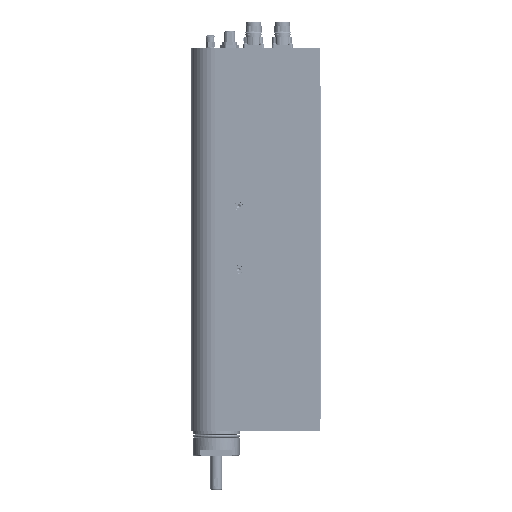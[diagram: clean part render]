
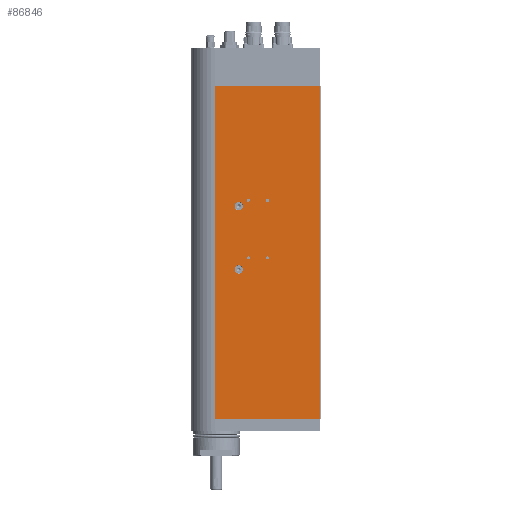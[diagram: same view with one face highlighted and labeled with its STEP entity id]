
A CAD part, front view. The second image highlights one B-rep face of the part: STEP entity #86846.
In plain terms, the highlighted planar face has unit normal (0, -1, 0).
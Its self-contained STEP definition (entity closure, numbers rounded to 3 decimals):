
#3666 = VECTOR ( 'NONE', #33815, 1000. ) ;
#4901 = CARTESIAN_POINT ( 'NONE',  ( 67., -25., 347. ) ) ;
#7259 = ORIENTED_EDGE ( 'NONE', *, *, #97597, .F. ) ;
#11571 = CARTESIAN_POINT ( 'NONE',  ( -42.5, -25., 0. ) ) ;
#14131 = CARTESIAN_POINT ( 'NONE',  ( -67.5, -25., 0. ) ) ;
#14717 = DIRECTION ( 'NONE',  ( 1., 0., 0. ) ) ;
#14984 = DIRECTION ( 'NONE',  ( 0., 1., 0. ) ) ;
#15423 = LINE ( 'NONE', #34116, #77058 ) ;
#16804 = AXIS2_PLACEMENT_3D ( 'NONE', #52146, #109947, #17778 ) ;
#17605 = VERTEX_POINT ( 'NONE', #11571 ) ;
#17778 = DIRECTION ( 'NONE',  ( 0., 0., -1. ) ) ;
#18111 = EDGE_CURVE ( 'NONE', #27080, #27080, #37937, .T. ) ;
#19215 = CARTESIAN_POINT ( 'NONE',  ( 12., -25., 168. ) ) ;
#19754 = EDGE_CURVE ( 'NONE', #90079, #23299, #79615, .T. ) ;
#20145 = EDGE_CURVE ( 'NONE', #81917, #81917, #47703, .T. ) ;
#23299 = VERTEX_POINT ( 'NONE', #4901 ) ;
#23385 = ORIENTED_EDGE ( 'NONE', *, *, #18111, .F. ) ;
#23641 = EDGE_CURVE ( 'NONE', #60248, #17605, #15423, .T. ) ;
#23991 = ORIENTED_EDGE ( 'NONE', *, *, #112091, .F. ) ;
#24052 = FACE_OUTER_BOUND ( 'NONE', #48834, .T. ) ;
#27080 = VERTEX_POINT ( 'NONE', #64436 ) ;
#27689 = EDGE_LOOP ( 'NONE', ( #23385 ) ) ;
#31178 = CARTESIAN_POINT ( 'NONE',  ( -8., -25., 166.35 ) ) ;
#32239 = ORIENTED_EDGE ( 'NONE', *, *, #23641, .T. ) ;
#32274 = ORIENTED_EDGE ( 'NONE', *, *, #19754, .T. ) ;
#32883 = ORIENTED_EDGE ( 'NONE', *, *, #59715, .T. ) ;
#33815 = DIRECTION ( 'NONE',  ( 0., 0., 1. ) ) ;
#34116 = CARTESIAN_POINT ( 'NONE',  ( -42.5, -25., 347. ) ) ;
#34329 = AXIS2_PLACEMENT_3D ( 'NONE', #114158, #78572, #40034 ) ;
#36772 = VERTEX_POINT ( 'NONE', #112089 ) ;
#37937 = CIRCLE ( 'NONE', #16804, 1.65 ) ;
#38346 = CIRCLE ( 'NONE', #107762, 1.65 ) ;
#39449 = AXIS2_PLACEMENT_3D ( 'NONE', #90285, #14984, #107175 ) ;
#40034 = DIRECTION ( 'NONE',  ( 0., 0., -1. ) ) ;
#41950 = VERTEX_POINT ( 'NONE', #31178 ) ;
#44171 = EDGE_CURVE ( 'NONE', #50248, #50248, #97309, .T. ) ;
#45339 = AXIS2_PLACEMENT_3D ( 'NONE', #19215, #55981, #74668 ) ;
#47703 = CIRCLE ( 'NONE', #117021, 4.4 ) ;
#48834 = EDGE_LOOP ( 'NONE', ( #32883, #32274, #7259, #32239 ) ) ;
#50248 = VERTEX_POINT ( 'NONE', #67749 ) ;
#52146 = CARTESIAN_POINT ( 'NONE',  ( 12., -25., 228. ) ) ;
#53548 = FACE_BOUND ( 'NONE', #96080, .T. ) ;
#55981 = DIRECTION ( 'NONE',  ( 0., -1., 0. ) ) ;
#56959 = AXIS2_PLACEMENT_3D ( 'NONE', #71246, #109779, #71838 ) ;
#59715 = EDGE_CURVE ( 'NONE', #17605, #90079, #105707, .T. ) ;
#60248 = VERTEX_POINT ( 'NONE', #97707 ) ;
#61388 = FACE_BOUND ( 'NONE', #115900, .T. ) ;
#61719 = DIRECTION ( 'NONE',  ( 0., 0., -1. ) ) ;
#62581 = PLANE ( 'NONE',  #39449 ) ;
#64436 = CARTESIAN_POINT ( 'NONE',  ( 12., -25., 226.35 ) ) ;
#66972 = CARTESIAN_POINT ( 'NONE',  ( -67.5, -25., 347. ) ) ;
#66995 = VECTOR ( 'NONE', #14717, 1000. ) ;
#67044 = CIRCLE ( 'NONE', #34329, 1.65 ) ;
#67729 = ORIENTED_EDGE ( 'NONE', *, *, #20145, .F. ) ;
#67749 = CARTESIAN_POINT ( 'NONE',  ( 12., -25., 166.35 ) ) ;
#69169 = EDGE_LOOP ( 'NONE', ( #118169 ) ) ;
#71011 = CARTESIAN_POINT ( 'NONE',  ( -18., -25., 151.6 ) ) ;
#71246 = CARTESIAN_POINT ( 'NONE',  ( -18., -25., 156. ) ) ;
#71838 = DIRECTION ( 'NONE',  ( 0., 0., -1. ) ) ;
#72483 = DIRECTION ( 'NONE',  ( 0., -1., 0. ) ) ;
#74668 = DIRECTION ( 'NONE',  ( 0., 0., -1. ) ) ;
#75718 = ORIENTED_EDGE ( 'NONE', *, *, #103154, .F. ) ;
#76171 = CIRCLE ( 'NONE', #56959, 4.4 ) ;
#77058 = VECTOR ( 'NONE', #107630, 1000. ) ;
#78572 = DIRECTION ( 'NONE',  ( 0., -1., 0. ) ) ;
#79615 = LINE ( 'NONE', #116378, #3666 ) ;
#81917 = VERTEX_POINT ( 'NONE', #100629 ) ;
#83240 = DIRECTION ( 'NONE',  ( 0., -1., 0. ) ) ;
#84469 = DIRECTION ( 'NONE',  ( 1., 0., 0. ) ) ;
#86846 = ADVANCED_FACE ( 'NONE', ( #108377, #53548, #99344, #108979, #61388, #98127, #24052 ), #62581, .F. ) ;
#90079 = VERTEX_POINT ( 'NONE', #90424 ) ;
#90285 = CARTESIAN_POINT ( 'NONE',  ( -67.5, -25., 347. ) ) ;
#90424 = CARTESIAN_POINT ( 'NONE',  ( 67., -25., 0. ) ) ;
#93118 = EDGE_LOOP ( 'NONE', ( #101058 ) ) ;
#96080 = EDGE_LOOP ( 'NONE', ( #75718 ) ) ;
#97309 = CIRCLE ( 'NONE', #45339, 1.65 ) ;
#97597 = EDGE_CURVE ( 'NONE', #60248, #23299, #104921, .T. ) ;
#97707 = CARTESIAN_POINT ( 'NONE',  ( -42.5, -25., 347. ) ) ;
#97874 = CARTESIAN_POINT ( 'NONE',  ( -18., -25., 222. ) ) ;
#98127 = FACE_BOUND ( 'NONE', #105154, .T. ) ;
#98540 = VECTOR ( 'NONE', #84469, 1000. ) ;
#98717 = VERTEX_POINT ( 'NONE', #71011 ) ;
#99344 = FACE_BOUND ( 'NONE', #69169, .T. ) ;
#100223 = DIRECTION ( 'NONE',  ( 0., 0., -1. ) ) ;
#100629 = CARTESIAN_POINT ( 'NONE',  ( -18., -25., 217.6 ) ) ;
#101058 = ORIENTED_EDGE ( 'NONE', *, *, #116495, .F. ) ;
#103154 = EDGE_CURVE ( 'NONE', #36772, #36772, #67044, .T. ) ;
#104921 = LINE ( 'NONE', #66972, #98540 ) ;
#105154 = EDGE_LOOP ( 'NONE', ( #23991 ) ) ;
#105707 = LINE ( 'NONE', #14131, #66995 ) ;
#107175 = DIRECTION ( 'NONE',  ( 0., 0., 1. ) ) ;
#107630 = DIRECTION ( 'NONE',  ( 0., 0., -1. ) ) ;
#107762 = AXIS2_PLACEMENT_3D ( 'NONE', #118278, #72483, #100223 ) ;
#108377 = FACE_BOUND ( 'NONE', #93118, .T. ) ;
#108979 = FACE_BOUND ( 'NONE', #27689, .T. ) ;
#109779 = DIRECTION ( 'NONE',  ( 0., -1., 0. ) ) ;
#109947 = DIRECTION ( 'NONE',  ( 0., -1., 0. ) ) ;
#112089 = CARTESIAN_POINT ( 'NONE',  ( -8., -25., 226.35 ) ) ;
#112091 = EDGE_CURVE ( 'NONE', #98717, #98717, #76171, .T. ) ;
#114158 = CARTESIAN_POINT ( 'NONE',  ( -8., -25., 228. ) ) ;
#115900 = EDGE_LOOP ( 'NONE', ( #67729 ) ) ;
#116378 = CARTESIAN_POINT ( 'NONE',  ( 67., -25., 347. ) ) ;
#116495 = EDGE_CURVE ( 'NONE', #41950, #41950, #38346, .T. ) ;
#117021 = AXIS2_PLACEMENT_3D ( 'NONE', #97874, #83240, #61719 ) ;
#118169 = ORIENTED_EDGE ( 'NONE', *, *, #44171, .F. ) ;
#118278 = CARTESIAN_POINT ( 'NONE',  ( -8., -25., 168. ) ) ;
